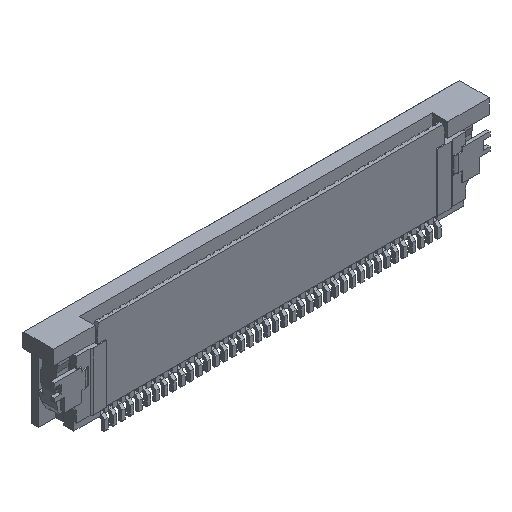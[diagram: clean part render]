
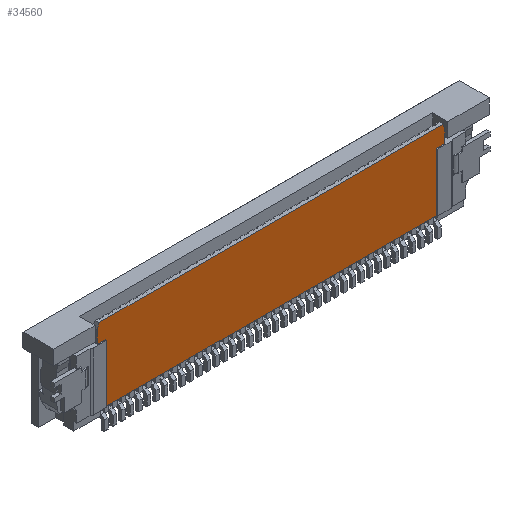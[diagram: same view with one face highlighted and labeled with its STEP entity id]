
A CAD part, isometric view. The second image highlights one B-rep face of the part: STEP entity #34560.
In plain terms, the highlighted planar face has unit normal (0, -1, 0).
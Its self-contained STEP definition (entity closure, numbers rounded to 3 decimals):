
#2629=DIRECTION('',(1.,0.,0.));
#2630=VECTOR('',#2629,19.36);
#2631=CARTESIAN_POINT('',(-9.68,0.06,0.55));
#2632=LINE('',#2631,#2630);
#2669=DIRECTION('',(1.,0.,0.));
#2670=VECTOR('',#2669,0.495);
#2671=CARTESIAN_POINT('',(9.68,0.06,3.95));
#2672=LINE('',#2671,#2670);
#2673=DIRECTION('',(0.,0.,1.));
#2674=VECTOR('',#2673,3.4);
#2675=CARTESIAN_POINT('',(9.68,0.06,0.55));
#2676=LINE('',#2675,#2674);
#2677=DIRECTION('',(0.,0.,-1.));
#2678=VECTOR('',#2677,3.4);
#2679=CARTESIAN_POINT('',(-9.68,0.06,3.95));
#2680=LINE('',#2679,#2678);
#2681=DIRECTION('',(1.,0.,0.));
#2682=VECTOR('',#2681,0.495);
#2683=CARTESIAN_POINT('',(-10.175,0.06,3.95));
#2684=LINE('',#2683,#2682);
#3413=DIRECTION('',(1.,0.,0.));
#3414=VECTOR('',#3413,20.15);
#3415=CARTESIAN_POINT('',(-10.075,0.06,5.));
#3416=LINE('',#3415,#3414);
#10337=DIRECTION('',(0.,0.,-1.));
#10338=VECTOR('',#10337,0.7);
#10339=CARTESIAN_POINT('',(10.175,0.06,4.65));
#10340=LINE('',#10339,#10338);
#10341=DIRECTION('',(-0.275,0.,0.962));
#10342=VECTOR('',#10341,0.364);
#10343=CARTESIAN_POINT('',(10.175,0.06,4.65));
#10344=LINE('',#10343,#10342);
#23821=DIRECTION('',(0.275,0.,0.962));
#23822=VECTOR('',#23821,0.364);
#23823=CARTESIAN_POINT('',(-10.175,0.06,4.65));
#23824=LINE('',#23823,#23822);
#23837=DIRECTION('',(0.,0.,-1.));
#23838=VECTOR('',#23837,0.7);
#23839=CARTESIAN_POINT('',(-10.175,0.06,4.65));
#23840=LINE('',#23839,#23838);
#24315=CARTESIAN_POINT('',(-10.075,0.06,5.));
#24316=CARTESIAN_POINT('',(10.075,0.06,5.));
#24317=VERTEX_POINT('',#24315);
#24318=VERTEX_POINT('',#24316);
#24319=CARTESIAN_POINT('',(10.175,0.06,4.65));
#24320=VERTEX_POINT('',#24319);
#24321=CARTESIAN_POINT('',(-10.175,0.06,4.65));
#24322=VERTEX_POINT('',#24321);
#24331=CARTESIAN_POINT('',(9.68,0.06,0.55));
#24332=CARTESIAN_POINT('',(9.68,0.06,3.95));
#24333=VERTEX_POINT('',#24331);
#24334=VERTEX_POINT('',#24332);
#24335=CARTESIAN_POINT('',(10.175,0.06,3.95));
#24336=VERTEX_POINT('',#24335);
#24337=CARTESIAN_POINT('',(-10.175,0.06,3.95));
#24338=CARTESIAN_POINT('',(-9.68,0.06,3.95));
#24339=VERTEX_POINT('',#24337);
#24340=VERTEX_POINT('',#24338);
#24341=CARTESIAN_POINT('',(-9.68,0.06,0.55));
#24342=VERTEX_POINT('',#24341);
#34534=CARTESIAN_POINT('',(0.,0.06,3.95));
#34535=DIRECTION('',(0.,-1.,0.));
#34536=DIRECTION('',(1.,0.,0.));
#34537=AXIS2_PLACEMENT_3D('',#34534,#34535,#34536);
#34538=PLANE('',#34537);
#34540=ORIENTED_EDGE('',*,*,#34539,.T.);
#34542=ORIENTED_EDGE('',*,*,#34541,.F.);
#34544=ORIENTED_EDGE('',*,*,#34543,.T.);
#34546=ORIENTED_EDGE('',*,*,#34545,.F.);
#34548=ORIENTED_EDGE('',*,*,#34547,.F.);
#34549=ORIENTED_EDGE('',*,*,#34483,.F.);
#34551=ORIENTED_EDGE('',*,*,#34550,.F.);
#34553=ORIENTED_EDGE('',*,*,#34552,.F.);
#34555=ORIENTED_EDGE('',*,*,#34554,.F.);
#34557=ORIENTED_EDGE('',*,*,#34556,.T.);
#34558=EDGE_LOOP('',(#34540,#34542,#34544,#34546,#34548,#34549,#34551,#34553,
#34555,#34557));
#34559=FACE_OUTER_BOUND('',#34558,.F.);
#34560=ADVANCED_FACE('',(#34559),#34538,.T.);
#34483=EDGE_CURVE('',#24342,#24333,#2632,.T.);
#34539=EDGE_CURVE('',#24317,#24318,#3416,.T.);
#34541=EDGE_CURVE('',#24320,#24318,#10344,.T.);
#34543=EDGE_CURVE('',#24320,#24336,#10340,.T.);
#34545=EDGE_CURVE('',#24334,#24336,#2672,.T.);
#34547=EDGE_CURVE('',#24333,#24334,#2676,.T.);
#34550=EDGE_CURVE('',#24340,#24342,#2680,.T.);
#34552=EDGE_CURVE('',#24339,#24340,#2684,.T.);
#34554=EDGE_CURVE('',#24322,#24339,#23840,.T.);
#34556=EDGE_CURVE('',#24322,#24317,#23824,.T.);
